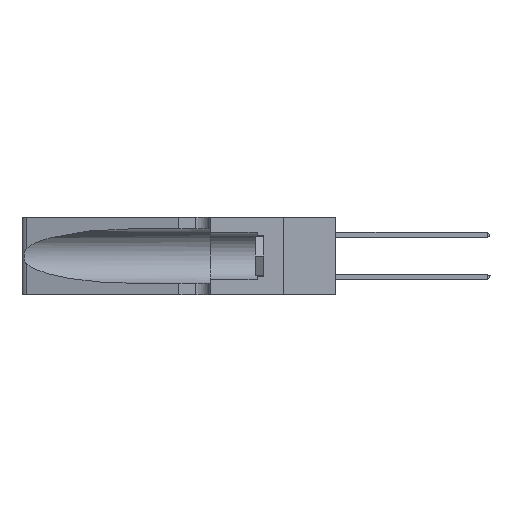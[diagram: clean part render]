
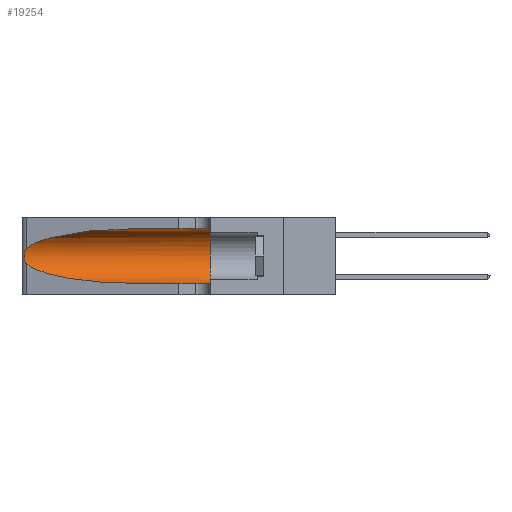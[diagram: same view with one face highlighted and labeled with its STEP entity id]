
A CAD part, left-side view. The second image highlights one B-rep face of the part: STEP entity #19254.
In plain terms, the highlighted cylindrical face has radius 3.308 mm (diameter 6.617 mm), a partial arc.
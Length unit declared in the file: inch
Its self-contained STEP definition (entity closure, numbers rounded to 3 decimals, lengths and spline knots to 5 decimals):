
#125 = CARTESIAN_POINT ( 'NONE',  ( 0.26018, 1.23835, 0.19895 ) ) ;
#3811 = VERTEX_POINT ( 'NONE', #8554 ) ;
#4089 = VERTEX_POINT ( 'NONE', #27127 ) ;
#4227 = CARTESIAN_POINT ( 'NONE',  ( 0.25487, 1.22718, 0.22369 ) ) ;
#4368 = EDGE_CURVE ( 'NONE', #3811, #21984, #11127, .T. ) ;
#5414 = DIRECTION ( 'NONE',  ( 0., -1., 0. ) ) ;
#5507 = VERTEX_POINT ( 'NONE', #15844 ) ;
#6007 = CARTESIAN_POINT ( 'NONE',  ( 0.25487, 1.22718, 0.14631 ) ) ;
#6670 = CARTESIAN_POINT ( 'NONE',  ( 0.1305, 1.61858, 0.185 ) ) ;
#6767 = LINE ( 'NONE', #13645, #31263 ) ;
#6975 = CARTESIAN_POINT ( 'NONE',  ( 0.18966, 0.96281, 0.05475 ) ) ;
#7558 = EDGE_LOOP ( 'NONE', ( #7647, #8387, #32899, #21274, #18221, #27051 ) ) ;
#7647 = ORIENTED_EDGE ( 'NONE', *, *, #25106, .T. ) ;
#8387 = ORIENTED_EDGE ( 'NONE', *, *, #15160, .T. ) ;
#8554 = CARTESIAN_POINT ( 'NONE',  ( 0.1305, 0.35, 0.31525 ) ) ;
#8606 = CARTESIAN_POINT ( 'NONE',  ( 0.25789, 1.23486, 0.15765 ) ) ;
#10738 = AXIS2_PLACEMENT_3D ( 'NONE', #6670, #29283, #28925 ) ;
#11127 = CIRCLE ( 'NONE', #27189, 0.13025 ) ;
#11162 = EDGE_CURVE ( 'NONE', #5507, #21984, #6767, .T. ) ;
#11209 = EDGE_CURVE ( 'NONE', #4089, #3811, #25121, .T. ) ;
#11231 = DIRECTION ( 'NONE',  ( 0., -1., 0. ) ) ;
#11323 = CARTESIAN_POINT ( 'NONE',  ( 0.25854, 1.2359, 0.20912 ) ) ;
#13284 =( BOUNDED_CURVE ( )  B_SPLINE_CURVE ( 3, ( #23617, #29108, #6975, #21041 ),
 .UNSPECIFIED., .F., .T. ) 
 B_SPLINE_CURVE_WITH_KNOTS ( ( 4, 4 ),
 ( 3.44316, 4.71239 ),
 .UNSPECIFIED. ) 
 CURVE ( )  GEOMETRIC_REPRESENTATION_ITEM ( )  RATIONAL_B_SPLINE_CURVE ( ( 1., 0.87, 0.87, 1. ) ) 
 REPRESENTATION_ITEM ( '' )  );
#13645 = CARTESIAN_POINT ( 'NONE',  ( 0.1305, 1.61858, 0.05475 ) ) ;
#13894 = CARTESIAN_POINT ( 'NONE',  ( 0.1305, 1.61858, 0.31525 ) ) ;
#14209 = VECTOR ( 'NONE', #5414, 39.37008 ) ;
#14322 = CARTESIAN_POINT ( 'NONE',  ( 0.25555, 1.22993, 0.14849 ) ) ;
#15160 = EDGE_CURVE ( 'NONE', #28547, #34426, #23572, .T. ) ;
#15844 = CARTESIAN_POINT ( 'NONE',  ( 0.1305, 0.72297, 0.05475 ) ) ;
#16648 = CARTESIAN_POINT ( 'NONE',  ( 0.25555, 1.22994, 0.2215 ) ) ;
#17409 = EDGE_CURVE ( 'NONE', #34426, #5507, #13284, .T. ) ;
#18156 = CARTESIAN_POINT ( 'NONE',  ( 0.1305, 0.72297, 0.31525 ) ) ;
#18221 = ORIENTED_EDGE ( 'NONE', *, *, #4368, .F. ) ;
#19254 = ADVANCED_FACE ( 'NONE', ( #22182 ), #36183, .F. ) ;
#19590 = CARTESIAN_POINT ( 'NONE',  ( 0.25787, 1.23484, 0.2124 ) ) ;
#19703 = CARTESIAN_POINT ( 'NONE',  ( 0.26075, 1.23896, 0.19203 ) ) ;
#21041 = CARTESIAN_POINT ( 'NONE',  ( 0.1305, 0.72297, 0.05475 ) ) ;
#21274 = ORIENTED_EDGE ( 'NONE', *, *, #11162, .T. ) ;
#21984 = VERTEX_POINT ( 'NONE', #34587 ) ;
#22182 = FACE_OUTER_BOUND ( 'NONE', #7558, .T. ) ;
#22769 = CARTESIAN_POINT ( 'NONE',  ( 0.26075, 1.23896, 0.178 ) ) ;
#23350 = DIRECTION ( 'NONE',  ( 0., 0., 1. ) ) ;
#23423 = CARTESIAN_POINT ( 'NONE',  ( 0.25487, 1.22718, 0.22369 ) ) ;
#23572 = B_SPLINE_CURVE_WITH_KNOTS ( 'NONE', 3,
 ( #33426, #16648, #36253, #19590, #11323, #125, #19703, #22769, #25821, #28523, #8606, #28168, #14322, #6007 ),
 .UNSPECIFIED., .F., .F.,
 ( 4, 2, 2, 2, 2, 2, 4 ),
 ( 0., 0.00027, 0.00053, 0.00107, 0.0016, 0.00187, 0.00214 ),
 .UNSPECIFIED. ) ;
#23617 = CARTESIAN_POINT ( 'NONE',  ( 0.25487, 1.22718, 0.14631 ) ) ;
#25106 = EDGE_CURVE ( 'NONE', #4089, #28547, #25605, .T. ) ;
#25121 = LINE ( 'NONE', #13894, #14209 ) ;
#25605 =( BOUNDED_CURVE ( )  B_SPLINE_CURVE ( 3, ( #18156, #34785, #34899, #23423 ),
 .UNSPECIFIED., .F., .F. ) 
 B_SPLINE_CURVE_WITH_KNOTS ( ( 4, 4 ),
 ( 1.5708, 2.84003 ),
 .UNSPECIFIED. ) 
 CURVE ( )  GEOMETRIC_REPRESENTATION_ITEM ( )  RATIONAL_B_SPLINE_CURVE ( ( 1., 0.87, 0.87, 1. ) ) 
 REPRESENTATION_ITEM ( '' )  );
#25800 = DIRECTION ( 'NONE',  ( 0., 1., 0. ) ) ;
#25821 = CARTESIAN_POINT ( 'NONE',  ( 0.26017, 1.23833, 0.17102 ) ) ;
#27051 = ORIENTED_EDGE ( 'NONE', *, *, #11209, .F. ) ;
#27127 = CARTESIAN_POINT ( 'NONE',  ( 0.1305, 0.72297, 0.31525 ) ) ;
#27189 = AXIS2_PLACEMENT_3D ( 'NONE', #31064, #25800, #23350 ) ;
#28168 = CARTESIAN_POINT ( 'NONE',  ( 0.25639, 1.23186, 0.15144 ) ) ;
#28523 = CARTESIAN_POINT ( 'NONE',  ( 0.25856, 1.23593, 0.16098 ) ) ;
#28547 = VERTEX_POINT ( 'NONE', #4227 ) ;
#28925 = DIRECTION ( 'NONE',  ( 0., 0., -1. ) ) ;
#29108 = CARTESIAN_POINT ( 'NONE',  ( 0.2373, 1.15595, 0.08982 ) ) ;
#29283 = DIRECTION ( 'NONE',  ( 0., -1., 0. ) ) ;
#31064 = CARTESIAN_POINT ( 'NONE',  ( 0.1305, 0.35, 0.185 ) ) ;
#31263 = VECTOR ( 'NONE', #11231, 39.37008 ) ;
#31425 = CARTESIAN_POINT ( 'NONE',  ( 0.25487, 1.22718, 0.14631 ) ) ;
#32899 = ORIENTED_EDGE ( 'NONE', *, *, #17409, .T. ) ;
#33426 = CARTESIAN_POINT ( 'NONE',  ( 0.25487, 1.22718, 0.22369 ) ) ;
#34426 = VERTEX_POINT ( 'NONE', #31425 ) ;
#34587 = CARTESIAN_POINT ( 'NONE',  ( 0.1305, 0.35, 0.05475 ) ) ;
#34785 = CARTESIAN_POINT ( 'NONE',  ( 0.18966, 0.96281, 0.31525 ) ) ;
#34899 = CARTESIAN_POINT ( 'NONE',  ( 0.2373, 1.15595, 0.28018 ) ) ;
#36183 = CYLINDRICAL_SURFACE ( 'NONE', #10738, 0.13025 ) ;
#36253 = CARTESIAN_POINT ( 'NONE',  ( 0.25639, 1.23184, 0.21858 ) ) ;
